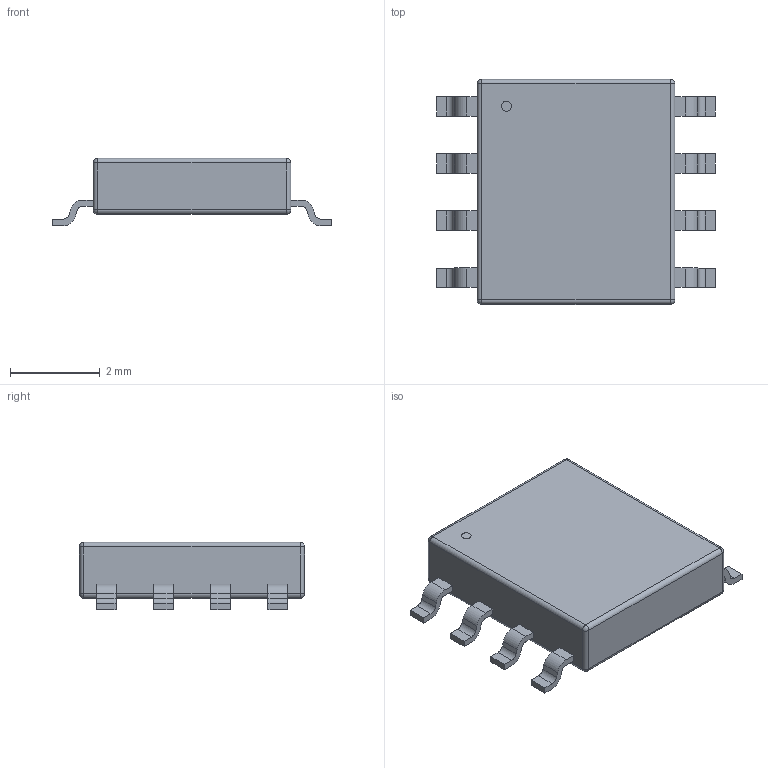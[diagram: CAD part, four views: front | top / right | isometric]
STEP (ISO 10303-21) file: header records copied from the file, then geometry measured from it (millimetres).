
FILE_DESCRIPTION (( 'STEP AP214' ), '1' );
FILE_NAME ('BD33KA5WF-E2.STEP', '2021-05-10T22:00:58', ( '' ), ( '' ), 'SwSTEP 2.0', 'SolidWorks 2020', '' );
FILE_SCHEMA (( 'AUTOMOTIVE_DESIGN' ));
Length unit declared in the file: millimetre
Products named in the file (1): BD33KA5WF-E2
Bounding box: 6.2 x 5 x 1.5 mm (x, y, z)
Volume: 27.8 mm3; surface area: 77 mm2
Topology: 10 solids, 10 shells, 142 faces, 350 edges, 220 vertices
Faces by surface type: plane 88, cylinder 46, sphere 8
Entity records: 4285 total; most frequent: CARTESIAN_POINT 897, ORIENTED_EDGE 684, DIRECTION 656, EDGE_CURVE 342, AXIS2_PLACEMENT_3D 235, VERTEX_POINT 220, VECTOR 186, LINE 186
